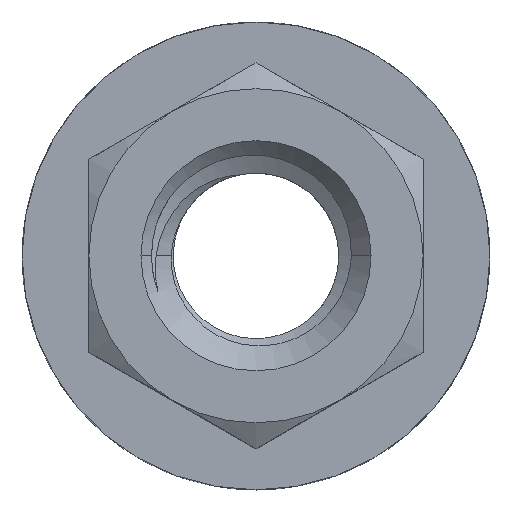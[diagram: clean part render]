
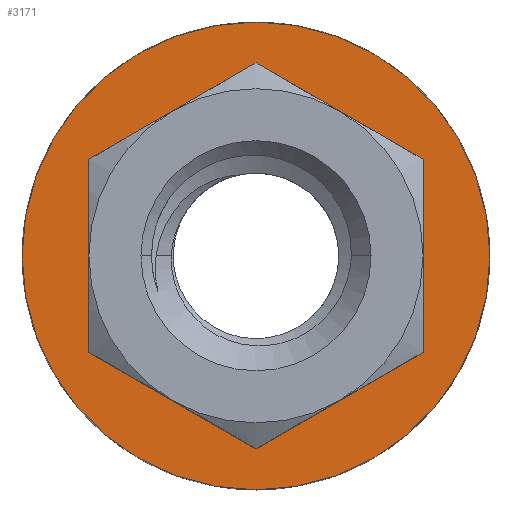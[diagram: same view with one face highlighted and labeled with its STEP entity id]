
A CAD part, top view. The second image highlights one B-rep face of the part: STEP entity #3171.
In plain terms, the highlighted planar face has unit normal (0, 0, 1).
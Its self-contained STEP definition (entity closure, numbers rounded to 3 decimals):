
#25 = LINE ( 'NONE', #3523, #1430 ) ;
#62 = VERTEX_POINT ( 'NONE', #1499 ) ;
#71 = CIRCLE ( 'NONE', #1406, 5.6 ) ;
#133 = ORIENTED_EDGE ( 'NONE', *, *, #2035, .F. ) ;
#146 = AXIS2_PLACEMENT_3D ( 'NONE', #1309, #334, #4326 ) ;
#323 = CARTESIAN_POINT ( 'NONE',  ( 5.6, 0., -2.55 ) ) ;
#328 = LINE ( 'NONE', #1939, #3672 ) ;
#334 = DIRECTION ( 'NONE',  ( 0., 0., -1. ) ) ;
#356 = EDGE_CURVE ( 'NONE', #1407, #3820, #1413, .T. ) ;
#362 = EDGE_LOOP ( 'NONE', ( #4226, #1369, #3391, #3718, #3145, #4300 ) ) ;
#464 = CARTESIAN_POINT ( 'NONE',  ( 0., 0., -2.55 ) ) ;
#487 = AXIS2_PLACEMENT_3D ( 'NONE', #464, #2135, #966 ) ;
#527 = CARTESIAN_POINT ( 'NONE',  ( -4., -2.309, -2.55 ) ) ;
#552 = EDGE_CURVE ( 'NONE', #3985, #2042, #2206, .T. ) ;
#801 = VERTEX_POINT ( 'NONE', #4004 ) ;
#820 = FACE_BOUND ( 'NONE', #362, .T. ) ;
#839 = EDGE_LOOP ( 'NONE', ( #133, #3931 ) ) ;
#865 = LINE ( 'NONE', #3647, #4047 ) ;
#966 = DIRECTION ( 'NONE',  ( -1., 0., 0. ) ) ;
#1268 = CARTESIAN_POINT ( 'NONE',  ( 0., 0., -2.55 ) ) ;
#1287 = PLANE ( 'NONE',  #146 ) ;
#1309 = CARTESIAN_POINT ( 'NONE',  ( 0., 0., -2.55 ) ) ;
#1369 = ORIENTED_EDGE ( 'NONE', *, *, #1433, .F. ) ;
#1385 = FACE_OUTER_BOUND ( 'NONE', #839, .T. ) ;
#1406 = AXIS2_PLACEMENT_3D ( 'NONE', #1268, #3597, #1941 ) ;
#1407 = VERTEX_POINT ( 'NONE', #527 ) ;
#1413 = LINE ( 'NONE', #4023, #1689 ) ;
#1430 = VECTOR ( 'NONE', #1501, 1000. ) ;
#1433 = EDGE_CURVE ( 'NONE', #3327, #2260, #2007, .T. ) ;
#1499 = CARTESIAN_POINT ( 'NONE',  ( -4., 2.309, -2.55 ) ) ;
#1501 = DIRECTION ( 'NONE',  ( 0., -1., 0. ) ) ;
#1606 = EDGE_CURVE ( 'NONE', #801, #62, #865, .T. ) ;
#1689 = VECTOR ( 'NONE', #2353, 1000. ) ;
#1939 = CARTESIAN_POINT ( 'NONE',  ( 4., 2.309, -2.55 ) ) ;
#1941 = DIRECTION ( 'NONE',  ( -1., 0., 0. ) ) ;
#1960 = EDGE_CURVE ( 'NONE', #3820, #3327, #3572, .T. ) ;
#2007 = LINE ( 'NONE', #2873, #2227 ) ;
#2035 = EDGE_CURVE ( 'NONE', #2042, #3985, #71, .T. ) ;
#2042 = VERTEX_POINT ( 'NONE', #2962 ) ;
#2045 = DIRECTION ( 'NONE',  ( -0.866, -0.5, 0. ) ) ;
#2135 = DIRECTION ( 'NONE',  ( 0., 0., -1. ) ) ;
#2206 = CIRCLE ( 'NONE', #487, 5.6 ) ;
#2227 = VECTOR ( 'NONE', #3238, 1000. ) ;
#2260 = VERTEX_POINT ( 'NONE', #3181 ) ;
#2277 = VECTOR ( 'NONE', #2891, 1000. ) ;
#2353 = DIRECTION ( 'NONE',  ( 0.866, -0.5, 0. ) ) ;
#2423 = EDGE_CURVE ( 'NONE', #2260, #801, #328, .T. ) ;
#2608 = CARTESIAN_POINT ( 'NONE',  ( 0., -4.619, -2.55 ) ) ;
#2859 = CARTESIAN_POINT ( 'NONE',  ( 0., -4.619, -2.55 ) ) ;
#2871 = EDGE_CURVE ( 'NONE', #62, #1407, #25, .T. ) ;
#2873 = CARTESIAN_POINT ( 'NONE',  ( 4., -2.309, -2.55 ) ) ;
#2891 = DIRECTION ( 'NONE',  ( 0.866, 0.5, 0. ) ) ;
#2962 = CARTESIAN_POINT ( 'NONE',  ( -5.6, 0., -2.55 ) ) ;
#3087 = CARTESIAN_POINT ( 'NONE',  ( 4., -2.309, -2.55 ) ) ;
#3145 = ORIENTED_EDGE ( 'NONE', *, *, #2871, .F. ) ;
#3171 = ADVANCED_FACE ( 'NONE', ( #820, #1385 ), #1287, .F. ) ;
#3181 = CARTESIAN_POINT ( 'NONE',  ( 4., 2.309, -2.55 ) ) ;
#3238 = DIRECTION ( 'NONE',  ( 0., 1., 0. ) ) ;
#3327 = VERTEX_POINT ( 'NONE', #3087 ) ;
#3391 = ORIENTED_EDGE ( 'NONE', *, *, #1960, .F. ) ;
#3523 = CARTESIAN_POINT ( 'NONE',  ( -4., 2.309, -2.55 ) ) ;
#3572 = LINE ( 'NONE', #2608, #2277 ) ;
#3597 = DIRECTION ( 'NONE',  ( 0., 0., -1. ) ) ;
#3647 = CARTESIAN_POINT ( 'NONE',  ( 0., 4.619, -2.55 ) ) ;
#3672 = VECTOR ( 'NONE', #4293, 1000. ) ;
#3718 = ORIENTED_EDGE ( 'NONE', *, *, #356, .F. ) ;
#3820 = VERTEX_POINT ( 'NONE', #2859 ) ;
#3931 = ORIENTED_EDGE ( 'NONE', *, *, #552, .F. ) ;
#3985 = VERTEX_POINT ( 'NONE', #323 ) ;
#4004 = CARTESIAN_POINT ( 'NONE',  ( 0., 4.619, -2.55 ) ) ;
#4023 = CARTESIAN_POINT ( 'NONE',  ( -4., -2.309, -2.55 ) ) ;
#4047 = VECTOR ( 'NONE', #2045, 1000. ) ;
#4226 = ORIENTED_EDGE ( 'NONE', *, *, #2423, .F. ) ;
#4293 = DIRECTION ( 'NONE',  ( -0.866, 0.5, 0. ) ) ;
#4300 = ORIENTED_EDGE ( 'NONE', *, *, #1606, .F. ) ;
#4326 = DIRECTION ( 'NONE',  ( -1., 0., 0. ) ) ;
